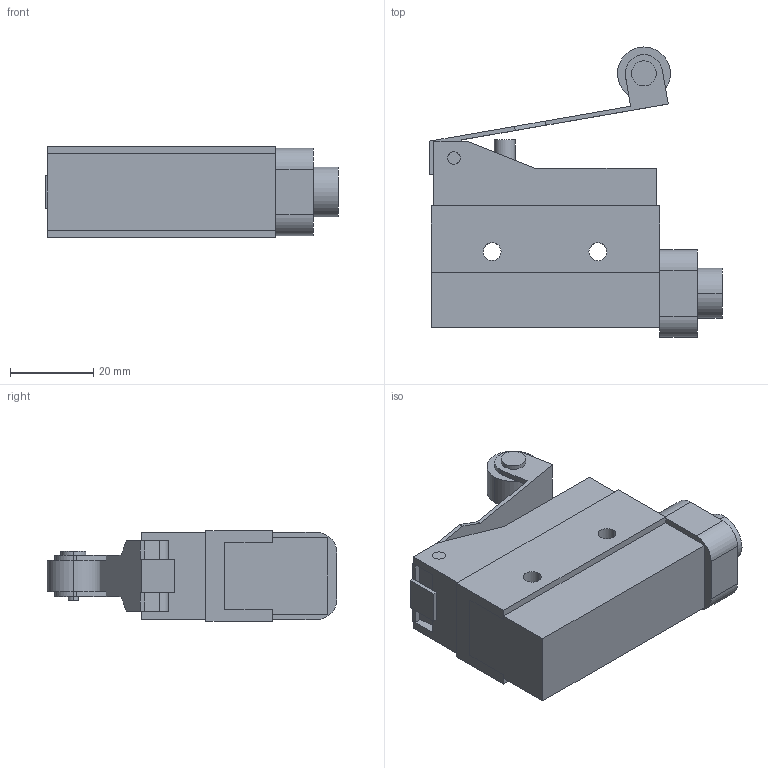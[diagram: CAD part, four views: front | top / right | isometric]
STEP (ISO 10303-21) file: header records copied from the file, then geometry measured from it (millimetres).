
FILE_DESCRIPTION (( 'STEP AP203' ), '1' );
FILE_NAME ('ZC_W255.step', '2010-04-22T07:18:34', ( 'OSMC1.0 ' ), ( ' ' ), 'SwSTEP 2.0', 'SolidWorks 2002025', '' );
FILE_SCHEMA (( 'CONFIG_CONTROL_DESIGN' ));
Length unit declared in the file: millimetre
Products named in the file (5): ZC_W255; ZC_W255_ACTUATOR; ZC55_0002H; ZC_W255_BASE; SC_1404C
Assembly tree (4 placements, depth 2):
  ZC_W255
    ZC_W255_ACTUATOR
    SC_1404C
    ZC55_0002H
    ZC_W255_BASE
Bounding box: 70.31 x 69.7 x 21.7 mm (x, y, z)
Volume: 40656.5 mm3; surface area: 19621.3 mm2
Topology: 4 solids, 4 shells, 138 faces, 346 edges, 226 vertices
Faces by surface type: plane 93, cylinder 45
Entity records: 4663 total; most frequent: DIRECTION 730, CARTESIAN_POINT 717, ORIENTED_EDGE 692, EDGE_CURVE 346, LINE 252, VECTOR 252, AXIS2_PLACEMENT_3D 239, VERTEX_POINT 226
